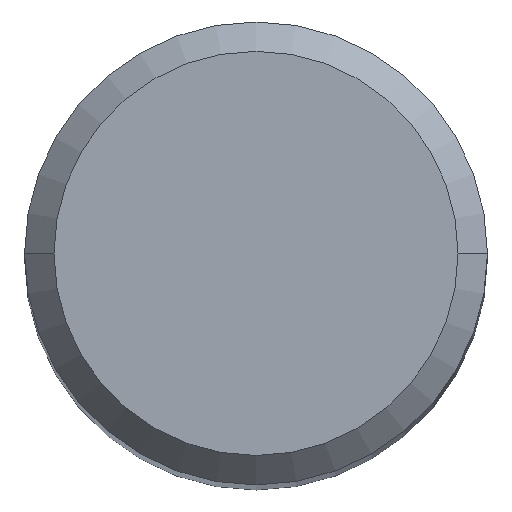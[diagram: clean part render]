
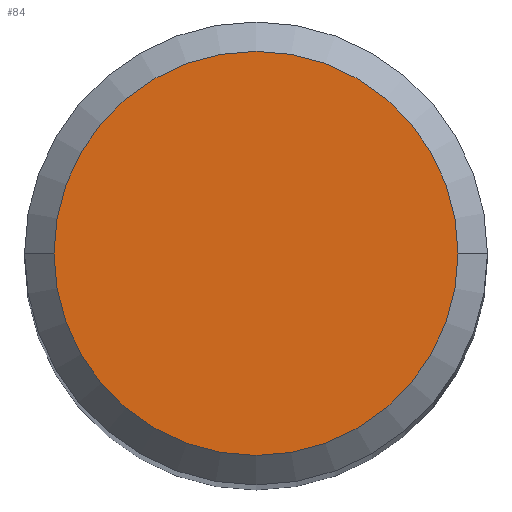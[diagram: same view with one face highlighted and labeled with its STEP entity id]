
A CAD part, top view. The second image highlights one B-rep face of the part: STEP entity #84.
In plain terms, the highlighted planar face has unit normal (0, 0, 1).
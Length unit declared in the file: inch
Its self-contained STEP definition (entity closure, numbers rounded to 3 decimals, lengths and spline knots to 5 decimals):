
#2 = EDGE_CURVE ( 'NONE', #233, #103, #137, .T. ) ;
#12 = CARTESIAN_POINT ( 'NONE',  ( -0.10311, 0., 2.24409 ) ) ;
#34 = ORIENTED_EDGE ( 'NONE', *, *, #2, .T. ) ;
#44 = DIRECTION ( 'NONE',  ( 1., 0., 0. ) ) ;
#67 = DIRECTION ( 'NONE',  ( 0., 0., 1. ) ) ;
#80 = PLANE ( 'NONE',  #227 ) ;
#84 = ADVANCED_FACE ( 'NONE', ( #257 ), #80, .T. ) ;
#102 = CARTESIAN_POINT ( 'NONE',  ( 0., 0., 2.24409 ) ) ;
#103 = VERTEX_POINT ( 'NONE', #254 ) ;
#108 = EDGE_LOOP ( 'NONE', ( #34, #152 ) ) ;
#121 = DIRECTION ( 'NONE',  ( 1., 0., 0. ) ) ;
#122 = DIRECTION ( 'NONE',  ( 0., 0., 1. ) ) ;
#132 = AXIS2_PLACEMENT_3D ( 'NONE', #182, #67, #44 ) ;
#137 = CIRCLE ( 'NONE', #184, 0.10311 ) ;
#152 = ORIENTED_EDGE ( 'NONE', *, *, #164, .T. ) ;
#164 = EDGE_CURVE ( 'NONE', #103, #233, #244, .T. ) ;
#177 = DIRECTION ( 'NONE',  ( 1., 0., 0. ) ) ;
#182 = CARTESIAN_POINT ( 'NONE',  ( 0., 0., 2.24409 ) ) ;
#184 = AXIS2_PLACEMENT_3D ( 'NONE', #240, #122, #121 ) ;
#227 = AXIS2_PLACEMENT_3D ( 'NONE', #102, #260, #177 ) ;
#233 = VERTEX_POINT ( 'NONE', #12 ) ;
#240 = CARTESIAN_POINT ( 'NONE',  ( 0., 0., 2.24409 ) ) ;
#244 = CIRCLE ( 'NONE', #132, 0.10311 ) ;
#254 = CARTESIAN_POINT ( 'NONE',  ( 0.10311, 0., 2.24409 ) ) ;
#257 = FACE_OUTER_BOUND ( 'NONE', #108, .T. ) ;
#260 = DIRECTION ( 'NONE',  ( 0., 0., 1. ) ) ;
